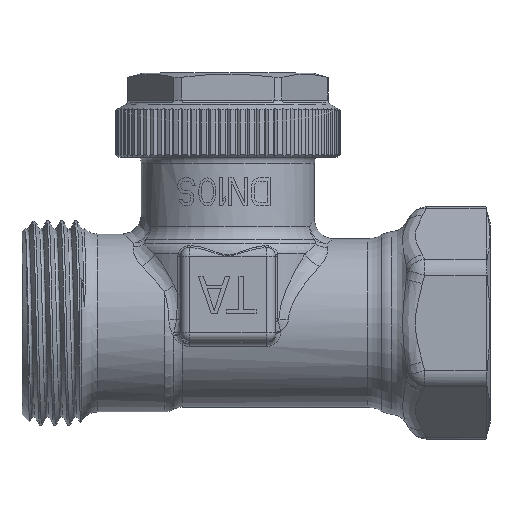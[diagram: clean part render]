
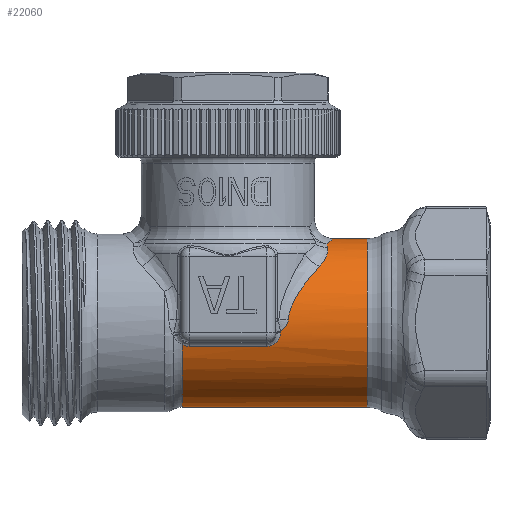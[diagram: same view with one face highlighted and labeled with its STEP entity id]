
A CAD part, top view. The second image highlights one B-rep face of the part: STEP entity #22060.
In plain terms, the highlighted cylindrical face has radius 9 mm (diameter 18 mm), a partial arc.
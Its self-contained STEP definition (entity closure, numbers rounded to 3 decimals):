
#3759=CARTESIAN_POINT('',(-4.886,-2.315,
8.697));
#3760=CARTESIAN_POINT('',(-4.812,-2.356,
8.686));
#3761=CARTESIAN_POINT('',(-4.659,-2.426,
8.667));
#3762=CARTESIAN_POINT('',(-4.406,-2.491,
8.648));
#3763=CARTESIAN_POINT('',(-4.236,-2.505,
8.644));
#3764=CARTESIAN_POINT('',(-4.15,-2.505,
8.644));
#3766=DIRECTION('',(1.,0.,0.));
#3767=VECTOR('',#3766,8.3);
#3768=CARTESIAN_POINT('',(-4.15,-2.505,
8.644));
#3769=LINE('',#3768,#3767);
#3770=CARTESIAN_POINT('',(4.15,-2.505,8.644));
#3771=CARTESIAN_POINT('',(4.247,-2.505,8.644));
#3772=CARTESIAN_POINT('',(4.437,-2.487,8.65));
#3773=CARTESIAN_POINT('',(4.718,-2.406,8.673));
#3774=CARTESIAN_POINT('',(4.975,-2.272,8.709));
#3775=CARTESIAN_POINT('',(5.202,-2.09,8.755));
#3776=CARTESIAN_POINT('',(5.386,-1.867,8.805));
#3777=CARTESIAN_POINT('',(5.521,-1.614,8.855));
#3778=CARTESIAN_POINT('',(5.602,-1.34,8.901));
#3779=CARTESIAN_POINT('',(5.618,-1.157,8.926));
#3780=CARTESIAN_POINT('',(5.617,-1.064,8.937));
#3782=CARTESIAN_POINT('',(5.617,-1.064,8.937));
#3783=CARTESIAN_POINT('',(5.617,-1.052,8.938));
#3784=CARTESIAN_POINT('',(5.617,-1.029,8.941));
#3785=CARTESIAN_POINT('',(5.616,-0.995,
8.945));
#3786=CARTESIAN_POINT('',(5.616,-0.972,
8.947));
#3787=CARTESIAN_POINT('',(5.616,-0.961,
8.949));
#3789=CARTESIAN_POINT('',(6.46,0.339,8.994));
#3790=CARTESIAN_POINT('',(6.454,0.256,8.997));
#3791=CARTESIAN_POINT('',(6.425,0.087,9.001));
#3792=CARTESIAN_POINT('',(6.328,-0.176,
9.));
#3793=CARTESIAN_POINT('',(6.167,-0.444,
8.99));
#3794=CARTESIAN_POINT('',(5.936,-0.71,
8.973));
#3795=CARTESIAN_POINT('',(5.732,-0.879,
8.957));
#3796=CARTESIAN_POINT('',(5.616,-0.961,
8.949));
#3798=CARTESIAN_POINT('',(9.798,6.037,6.675));
#3799=CARTESIAN_POINT('',(9.543,5.76,6.926));
#3800=CARTESIAN_POINT('',(9.049,5.206,7.364));
#3801=CARTESIAN_POINT('',(8.387,4.403,7.867));
#3802=CARTESIAN_POINT('',(7.815,3.632,8.248));
#3803=CARTESIAN_POINT('',(7.341,2.896,8.533));
#3804=CARTESIAN_POINT('',(6.967,2.192,8.738));
#3805=CARTESIAN_POINT('',(6.697,1.527,8.877));
#3806=CARTESIAN_POINT('',(6.528,0.906,8.961));
#3807=CARTESIAN_POINT('',(6.475,0.522,8.987));
#3808=CARTESIAN_POINT('',(6.46,0.339,8.994));
#3810=CARTESIAN_POINT('',(10.657,8.062,4.001));
#3811=CARTESIAN_POINT('',(10.676,7.973,4.18));
#3812=CARTESIAN_POINT('',(10.691,7.785,4.529));
#3813=CARTESIAN_POINT('',(10.648,7.472,5.028));
#3814=CARTESIAN_POINT('',(10.54,7.137,5.492));
#3815=CARTESIAN_POINT('',(10.365,6.784,5.923));
#3816=CARTESIAN_POINT('',(10.122,6.414,6.321));
#3817=CARTESIAN_POINT('',(9.914,6.163,6.561));
#3818=CARTESIAN_POINT('',(9.798,6.037,6.675));
#3820=CARTESIAN_POINT('',(10.594,8.451,3.097));
#3821=CARTESIAN_POINT('',(10.598,8.411,3.204));
#3822=CARTESIAN_POINT('',(10.608,8.33,3.413));
#3823=CARTESIAN_POINT('',(10.629,8.2,3.715));
#3824=CARTESIAN_POINT('',(10.647,8.108,3.907));
#3825=CARTESIAN_POINT('',(10.657,8.062,4.001));
#3827=CARTESIAN_POINT('',(11.25,9.,0.));
#3828=CARTESIAN_POINT('',(11.25,9.,0.252));
#3829=CARTESIAN_POINT('',(11.225,8.979,0.762));
#3830=CARTESIAN_POINT('',(11.107,8.88,1.532));
#3831=CARTESIAN_POINT('',(10.905,8.711,2.309));
#3832=CARTESIAN_POINT('',(10.709,8.547,2.834));
#3833=CARTESIAN_POINT('',(10.594,8.451,3.097));
#3835=CARTESIAN_POINT('',(14.897,0.,0.));
#3836=DIRECTION('',(-1.,0.,0.));
#3837=DIRECTION('',(0.,-1.,0.));
#3838=AXIS2_PLACEMENT_3D('',#3835,#3836,#3837);
#3840=DIRECTION('',(-1.,0.,0.));
#3841=VECTOR('',#3840,19.783);
#3842=CARTESIAN_POINT('',(14.897,-9.,0.));
#3843=LINE('',#3842,#3841);
#3849=DIRECTION('',(-1.,0.,0.));
#3850=VECTOR('',#3849,3.647);
#3851=CARTESIAN_POINT('',(14.897,9.,0.));
#3852=LINE('',#3851,#3850);
#4085=CARTESIAN_POINT('',(-4.886,0.,0.));
#4086=DIRECTION('',(-1.,0.,0.));
#4087=DIRECTION('',(0.,-1.,0.));
#4088=AXIS2_PLACEMENT_3D('',#4085,#4086,#4087);
#15145=CARTESIAN_POINT('',(14.897,-9.,0.));
#15146=CARTESIAN_POINT('',(-4.886,-9.,0.));
#15147=VERTEX_POINT('',#15145);
#15148=VERTEX_POINT('',#15146);
#15149=CARTESIAN_POINT('',(14.897,9.,0.));
#15150=CARTESIAN_POINT('',(11.25,9.,0.));
#15151=VERTEX_POINT('',#15149);
#15152=VERTEX_POINT('',#15150);
#15531=VERTEX_POINT('',#3759);
#15532=VERTEX_POINT('',#3764);
#15535=CARTESIAN_POINT('',(4.15,-2.505,
8.644));
#15536=VERTEX_POINT('',#15535);
#15538=VERTEX_POINT('',#3780);
#15540=VERTEX_POINT('',#3787);
#15604=VERTEX_POINT('',#3820);
#15605=VERTEX_POINT('',#3825);
#15607=VERTEX_POINT('',#3818);
#15609=VERTEX_POINT('',#3808);
#22028=CARTESIAN_POINT('',(-26.979,0.,0.));
#22029=DIRECTION('',(-1.,0.,0.));
#22030=DIRECTION('',(0.,1.,0.));
#22031=AXIS2_PLACEMENT_3D('',#22028,#22029,#22030);
#22032=CYLINDRICAL_SURFACE('',#22031,9.);
#22034=ORIENTED_EDGE('',*,*,#22033,.T.);
#22036=ORIENTED_EDGE('',*,*,#22035,.T.);
#22038=ORIENTED_EDGE('',*,*,#22037,.T.);
#22040=ORIENTED_EDGE('',*,*,#22039,.T.);
#22042=ORIENTED_EDGE('',*,*,#22041,.T.);
#22044=ORIENTED_EDGE('',*,*,#22043,.T.);
#22046=ORIENTED_EDGE('',*,*,#22045,.F.);
#22048=ORIENTED_EDGE('',*,*,#22047,.F.);
#22050=ORIENTED_EDGE('',*,*,#22049,.F.);
#22052=ORIENTED_EDGE('',*,*,#22051,.F.);
#22054=ORIENTED_EDGE('',*,*,#22053,.F.);
#22056=ORIENTED_EDGE('',*,*,#22055,.F.);
#22057=ORIENTED_EDGE('',*,*,#22021,.F.);
#22058=EDGE_LOOP('',(#22034,#22036,#22038,#22040,#22042,#22044,#22046,#22048,
#22050,#22052,#22054,#22056,#22057));
#22059=FACE_OUTER_BOUND('',#22058,.F.);
#22060=ADVANCED_FACE('',(#22059),#22032,.T.);
#3765=B_SPLINE_CURVE_WITH_KNOTS('',3,(#3759,#3760,#3761,#3762,#3763,#3764),
.UNSPECIFIED.,.F.,.F.,(4,1,1,4),(0.,0.333,0.667,1.),
.UNSPECIFIED.);
#3781=B_SPLINE_CURVE_WITH_KNOTS('',3,(#3770,#3771,#3772,#3773,#3774,#3775,#3776,
#3777,#3778,#3779,#3780),.UNSPECIFIED.,.F.,.F.,(4,1,1,1,1,1,1,1,4),(0.,
0.125,0.25,0.375,0.5,0.625,0.75,0.875,1.),.UNSPECIFIED.);
#3788=B_SPLINE_CURVE_WITH_KNOTS('',3,(#3782,#3783,#3784,#3785,#3786,#3787),
.UNSPECIFIED.,.F.,.F.,(4,1,1,4),(0.,0.333,0.667,1.),
.UNSPECIFIED.);
#3797=B_SPLINE_CURVE_WITH_KNOTS('',3,(#3789,#3790,#3791,#3792,#3793,#3794,#3795,
#3796),.UNSPECIFIED.,.F.,.F.,(4,1,1,1,1,4),(0.,0.2,0.4,0.6,0.8,1.),
.UNSPECIFIED.);
#3809=B_SPLINE_CURVE_WITH_KNOTS('',3,(#3798,#3799,#3800,#3801,#3802,#3803,#3804,
#3805,#3806,#3807,#3808),.UNSPECIFIED.,.F.,.F.,(4,1,1,1,1,1,1,1,4),(0.,
0.125,0.25,0.375,0.5,0.625,0.75,0.875,1.),.UNSPECIFIED.);
#3819=B_SPLINE_CURVE_WITH_KNOTS('',3,(#3810,#3811,#3812,#3813,#3814,#3815,#3816,
#3817,#3818),.UNSPECIFIED.,.F.,.F.,(4,1,1,1,1,1,4),(0.,0.167,
0.333,0.5,0.667,0.833,1.),
.UNSPECIFIED.);
#3826=B_SPLINE_CURVE_WITH_KNOTS('',3,(#3820,#3821,#3822,#3823,#3824,#3825),
.UNSPECIFIED.,.F.,.F.,(4,1,1,4),(0.,0.333,0.667,1.),
.UNSPECIFIED.);
#3834=B_SPLINE_CURVE_WITH_KNOTS('',3,(#3827,#3828,#3829,#3830,#3831,#3832,
#3833),.UNSPECIFIED.,.F.,.F.,(4,1,1,1,4),(0.,0.25,0.5,0.75,1.),
.UNSPECIFIED.);
#3839=CIRCLE('',#3838,9.);
#4089=CIRCLE('',#4088,9.);
#22021=EDGE_CURVE('',#15147,#15151,#3839,.T.);
#22033=EDGE_CURVE('',#15147,#15148,#3843,.T.);
#22035=EDGE_CURVE('',#15148,#15531,#4089,.T.);
#22037=EDGE_CURVE('',#15531,#15532,#3765,.T.);
#22039=EDGE_CURVE('',#15532,#15536,#3769,.T.);
#22041=EDGE_CURVE('',#15536,#15538,#3781,.T.);
#22043=EDGE_CURVE('',#15538,#15540,#3788,.T.);
#22045=EDGE_CURVE('',#15609,#15540,#3797,.T.);
#22047=EDGE_CURVE('',#15607,#15609,#3809,.T.);
#22049=EDGE_CURVE('',#15605,#15607,#3819,.T.);
#22051=EDGE_CURVE('',#15604,#15605,#3826,.T.);
#22053=EDGE_CURVE('',#15152,#15604,#3834,.T.);
#22055=EDGE_CURVE('',#15151,#15152,#3852,.T.);
